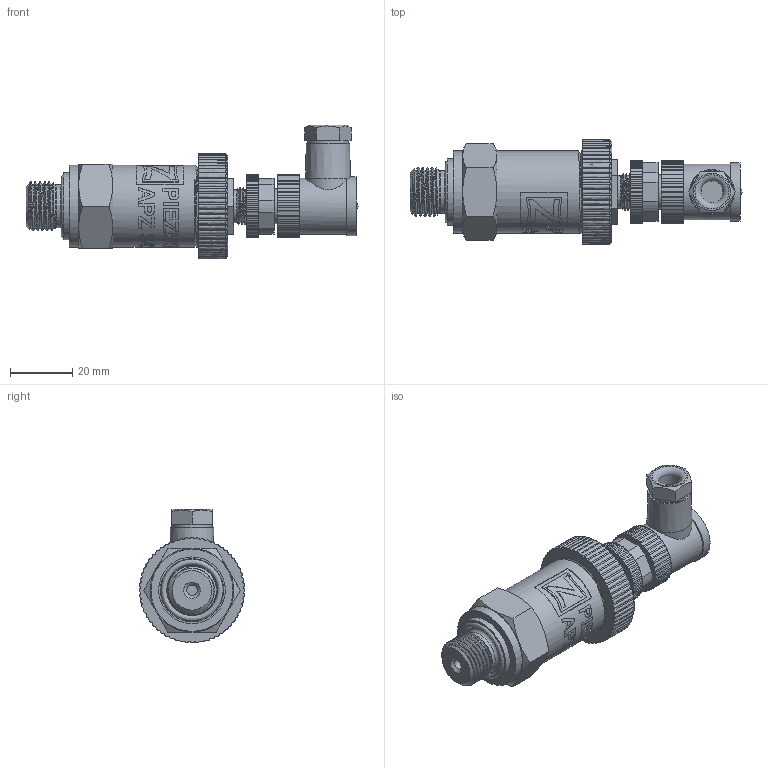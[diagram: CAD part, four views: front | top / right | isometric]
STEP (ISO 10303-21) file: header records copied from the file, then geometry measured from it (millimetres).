
FILE_DESCRIPTION(/* description */ (''),/* implementation_level */ '2;1');
FILE_NAME(/* name */ 'APZ3421_M16x1,5DIN_M12x1-angular.step',/* time_stamp */ '2021-06-23T15:40:01+03:00',/* author */ (''),/* organization */ (''),/* preprocessor_version */ 'ST-DEVELOPER v18.1',/* originating_system */ 'Autodesk Translation Framework v10.9.0.1377',/* authorisation */ '');
FILE_SCHEMA (('AUTOMOTIVE_DESIGN { 1 0 10303 214 3 1 1 }'));
Products named in the file (6): APZ3421_M16x1,5DIN_M12x1-angular; M16x1,5 DIN; OMAL nut M27x1.5 v8; M12x1 male v16; Ш100.000.002 v4; M12x1 female angular v10
Assembly tree (5 placements, depth 2):
  APZ3421_M16x1,5DIN_M12x1-angular
    M16x1,5 DIN
    OMAL nut M27x1.5 v8
    M12x1 male v16
    Ш100.000.002 v4
    M12x1 female angular v10
Bounding box: 107.07 x 34 x 43.2 mm (x, y, z)
Volume: 48887.4 mm3; surface area: 20105 mm2
Topology: 17 solids, 17 shells, 981 faces, 2738 edges, 1838 vertices
Faces by surface type: bspline 433, cylinder 335, plane 172, cone 30, torus 10, sphere 1
Full cylindrical faces by diameter (mm): 1 x12, 1.5 x4, 3.3 x1, 7 x1, 8 x1, 8.2 x1, 9.471 x2, 10.6 x2, 10.741 x6, 11.035 x4, 11.156 x1, 11.884 x5, 12.152 x4, 13 x1, 13.8 x1, 14 x1, 14.137 x9, 14.526 x3, 15.85 x8, 16.203 x3, 16.4 x1, 18 x1, 19 x1, 20 x1, 21.4 x2, 21.5 x1, 22.3 x1, 22.4 x1, 24.5 x1, 25.132 x4
Entity records: 72494 total; most frequent: CARTESIAN_POINT 49673, ORIENTED_EDGE 5476, DIRECTION 3481, EDGE_CURVE 2738, VERTEX_POINT 1838, AXIS2_PLACEMENT_3D 1213, LINE 1055, VECTOR 1055
